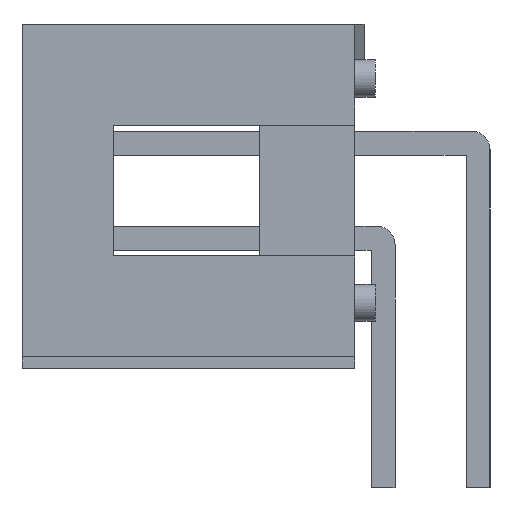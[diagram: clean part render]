
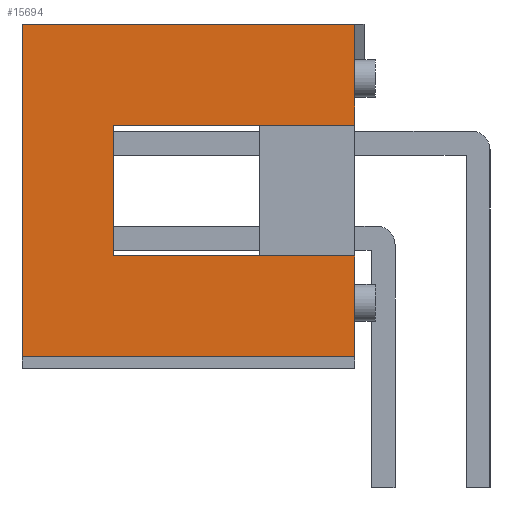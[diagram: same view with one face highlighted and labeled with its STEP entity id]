
A CAD part, left-side view. The second image highlights one B-rep face of the part: STEP entity #15694.
In plain terms, the highlighted planar face has unit normal (-1, 0, 0).
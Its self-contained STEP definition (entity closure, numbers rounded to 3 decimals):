
#14141=CARTESIAN_POINT('',(-25.4,8.48,6.5));
#14142=VERTEX_POINT('',#14141);
#14149=CARTESIAN_POINT('',(-25.4,8.48,3.));
#14150=VERTEX_POINT('',#14149);
#14151=CARTESIAN_POINT('',(-25.4,8.48,4.75));
#14152=DIRECTION('',(0.0,-0.0,1.0));
#14153=VECTOR('',#14152,1.0);
#14154=LINE('',#14151,#14153);
#14155=EDGE_CURVE('n� 1100',#14150,#14142,#14154,.T.);
#14179=CARTESIAN_POINT('',(-25.4,2.03,6.5));
#14180=VERTEX_POINT('',#14179);
#14187=CARTESIAN_POINT('',(-25.4,6.48,6.5));
#14188=DIRECTION('',(-0.0,-1.0,-0.0));
#14189=VECTOR('',#14188,1.0);
#14190=LINE('',#14187,#14189);
#14191=EDGE_CURVE('n� 1099',#14142,#14180,#14190,.T.);
#14203=CARTESIAN_POINT('',(-25.4,2.03,3.));
#14204=VERTEX_POINT('',#14203);
#14205=CARTESIAN_POINT('',(-25.4,6.48,3.));
#14206=DIRECTION('',(-0.0,1.0,0.));
#14207=VECTOR('',#14206,1.0);
#14208=LINE('',#14205,#14207);
#14209=EDGE_CURVE('n� 1093',#14204,#14150,#14208,.T.);
#14881=CARTESIAN_POINT('',(-25.4,10.93,0.3));
#14882=VERTEX_POINT('',#14881);
#14889=CARTESIAN_POINT('',(-25.4,10.93,9.2));
#14890=VERTEX_POINT('',#14889);
#14891=CARTESIAN_POINT('',(-25.4,10.93,4.75));
#14892=DIRECTION('',(0.0,0.0,-1.0));
#14893=VECTOR('',#14892,1.0);
#14894=LINE('',#14891,#14893);
#14895=EDGE_CURVE('n� 1096',#14890,#14882,#14894,.T.);
#15621=CARTESIAN_POINT('',(-25.4,2.03,9.2));
#15622=VERTEX_POINT('',#15621);
#15623=CARTESIAN_POINT('',(-25.4,6.48,9.2));
#15624=DIRECTION('',(0.0,1.0,0.0));
#15625=VECTOR('',#15624,1.0);
#15626=LINE('',#15623,#15625);
#15627=EDGE_CURVE('n� 1097',#15622,#14890,#15626,.T.);
#15662=CARTESIAN_POINT('',(-25.4,2.03,0.3));
#15663=VERTEX_POINT('',#15662);
#15664=CARTESIAN_POINT('',(-25.4,2.03,4.6));
#15665=DIRECTION('',(0.0,0.0,-1.0));
#15666=VECTOR('',#15665,1.0);
#15667=LINE('',#15664,#15666);
#15668=EDGE_CURVE('n� 113',#14204,#15663,#15667,.T.);
#15669=ORIENTED_EDGE('',*,*,#15668,.F.);
#15670=ORIENTED_EDGE('',*,*,#14209,.T.);
#15671=ORIENTED_EDGE('',*,*,#14155,.T.);
#15672=ORIENTED_EDGE('',*,*,#14191,.T.);
#15673=CARTESIAN_POINT('',(-25.4,2.03,4.6));
#15674=DIRECTION('',(0.0,0.0,-1.0));
#15675=VECTOR('',#15674,1.0);
#15676=LINE('',#15673,#15675);
#15677=EDGE_CURVE('n� 117',#15622,#14180,#15676,.T.);
#15678=ORIENTED_EDGE('',*,*,#15677,.F.);
#15679=ORIENTED_EDGE('',*,*,#15627,.T.);
#15680=ORIENTED_EDGE('',*,*,#14895,.T.);
#15681=CARTESIAN_POINT('',(-25.4,6.48,0.3));
#15682=DIRECTION('',(0.0,1.0,0.0));
#15683=VECTOR('',#15682,1.0);
#15684=LINE('',#15681,#15683);
#15685=EDGE_CURVE('n� 1074',#15663,#14882,#15684,.T.);
#15686=ORIENTED_EDGE('',*,*,#15685,.F.);
#15687=EDGE_LOOP('',(#15669,#15670,#15671,#15672,#15678,#15679,#15680,#15686));
#15688=FACE_OUTER_BOUND('',#15687,.T.);
#15689=CARTESIAN_POINT('',(-25.4,2.03,0.3));
#15690=DIRECTION('',(-1.0,0.0,0.0));
#15691=DIRECTION('',(0.0,-0.0,1.0));
#15692=AXIS2_PLACEMENT_3D('',#15689,#15690,#15691);
#15693=PLANE('',#15692);
#15694=ADVANCED_FACE('n� 1090',(#15688),#15693,.T.);
